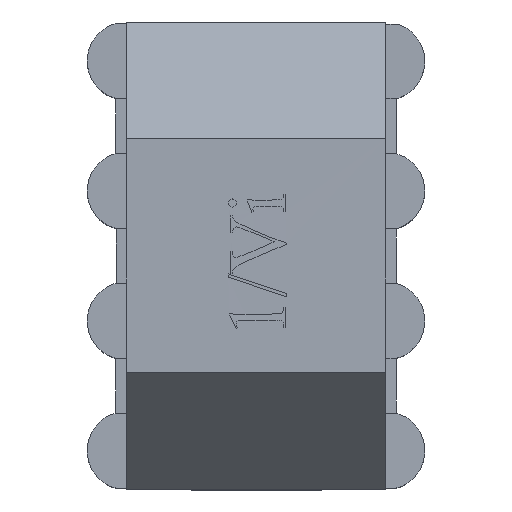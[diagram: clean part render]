
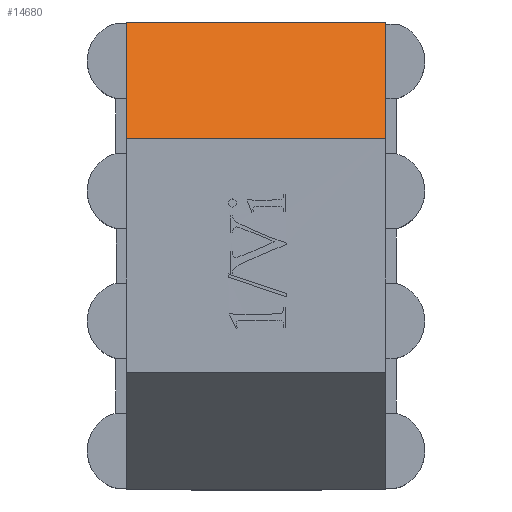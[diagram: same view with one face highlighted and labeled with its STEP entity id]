
A CAD part, top view. The second image highlights one B-rep face of the part: STEP entity #14680.
In plain terms, the highlighted planar face has unit normal (0, 0.743, 0.669).
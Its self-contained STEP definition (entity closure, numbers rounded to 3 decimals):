
#4875 = PLANE('',#4876);
#4876 = AXIS2_PLACEMENT_3D('',#4877,#4878,#4879);
#4877 = CARTESIAN_POINT('',(11.5,10.051,7.5));
#4878 = DIRECTION('',(1.,0.,0.));
#4879 = DIRECTION('',(0.,0.,1.));
#6761 = VERTEX_POINT('',#6762);
#6762 = CARTESIAN_POINT('',(11.5,18.,15.));
#6776 = PLANE('',#6777);
#6777 = AXIS2_PLACEMENT_3D('',#6778,#6779,#6780);
#6778 = CARTESIAN_POINT('',(1.5,18.,15.));
#6779 = DIRECTION('',(0.,1.,0.));
#6780 = DIRECTION('',(0.,0.,1.));
#6788 = EDGE_CURVE('',#6761,#6789,#6791,.T.);
#6789 = VERTEX_POINT('',#6790);
#6790 = CARTESIAN_POINT('',(11.5,13.5,20.));
#6791 = SURFACE_CURVE('',#6792,(#6796,#6803),.PCURVE_S1.);
#6792 = LINE('',#6793,#6794);
#6793 = CARTESIAN_POINT('',(11.5,18.,15.));
#6794 = VECTOR('',#6795,1.);
#6795 = DIRECTION('',(0.,-0.669,0.743));
#6796 = PCURVE('',#4875,#6797);
#6797 = DEFINITIONAL_REPRESENTATION('',(#6798),#6802);
#6798 = LINE('',#6799,#6800);
#6799 = CARTESIAN_POINT('',(7.5,-7.949));
#6800 = VECTOR('',#6801,1.);
#6801 = DIRECTION('',(0.743,0.669));
#6802 = ( GEOMETRIC_REPRESENTATION_CONTEXT(2) 
PARAMETRIC_REPRESENTATION_CONTEXT() REPRESENTATION_CONTEXT('2D SPACE',''
  ) );
#6803 = PCURVE('',#6804,#6809);
#6804 = PLANE('',#6805);
#6805 = AXIS2_PLACEMENT_3D('',#6806,#6807,#6808);
#6806 = CARTESIAN_POINT('',(1.5,18.,15.));
#6807 = DIRECTION('',(0.,0.743,0.669));
#6808 = DIRECTION('',(0.,-0.669,0.743));
#6809 = DEFINITIONAL_REPRESENTATION('',(#6810),#6814);
#6810 = LINE('',#6811,#6812);
#6811 = CARTESIAN_POINT('',(0.,10.));
#6812 = VECTOR('',#6813,1.);
#6813 = DIRECTION('',(1.,0.));
#6814 = ( GEOMETRIC_REPRESENTATION_CONTEXT(2) 
PARAMETRIC_REPRESENTATION_CONTEXT() REPRESENTATION_CONTEXT('2D SPACE',''
  ) );
#6832 = PLANE('',#6833);
#6833 = AXIS2_PLACEMENT_3D('',#6834,#6835,#6836);
#6834 = CARTESIAN_POINT('',(1.5,13.5,20.));
#6835 = DIRECTION('',(0.,0.,1.));
#6836 = DIRECTION('',(1.,0.,0.));
#12648 = EDGE_CURVE('',#6761,#12649,#12651,.T.);
#12649 = VERTEX_POINT('',#12650);
#12650 = CARTESIAN_POINT('',(1.5,18.,15.));
#12651 = SURFACE_CURVE('',#12652,(#12656,#12663),.PCURVE_S1.);
#12652 = LINE('',#12653,#12654);
#12653 = CARTESIAN_POINT('',(11.5,18.,15.));
#12654 = VECTOR('',#12655,1.);
#12655 = DIRECTION('',(-1.,0.,0.));
#12656 = PCURVE('',#6776,#12657);
#12657 = DEFINITIONAL_REPRESENTATION('',(#12658),#12662);
#12658 = LINE('',#12659,#12660);
#12659 = CARTESIAN_POINT('',(0.,10.));
#12660 = VECTOR('',#12661,1.);
#12661 = DIRECTION('',(0.,-1.));
#12662 = ( GEOMETRIC_REPRESENTATION_CONTEXT(2) 
PARAMETRIC_REPRESENTATION_CONTEXT() REPRESENTATION_CONTEXT('2D SPACE',''
  ) );
#12663 = PCURVE('',#6804,#12664);
#12664 = DEFINITIONAL_REPRESENTATION('',(#12665),#12669);
#12665 = LINE('',#12666,#12667);
#12666 = CARTESIAN_POINT('',(0.,10.));
#12667 = VECTOR('',#12668,1.);
#12668 = DIRECTION('',(0.,-1.));
#12669 = ( GEOMETRIC_REPRESENTATION_CONTEXT(2) 
PARAMETRIC_REPRESENTATION_CONTEXT() REPRESENTATION_CONTEXT('2D SPACE',''
  ) );
#12933 = PLANE('',#12934);
#12934 = AXIS2_PLACEMENT_3D('',#12935,#12936,#12937);
#12935 = CARTESIAN_POINT('',(1.5,0.,15.));
#12936 = DIRECTION('',(-1.,0.,0.));
#12937 = DIRECTION('',(0.,0.,-1.));
#14680 = ADVANCED_FACE('',(#14681),#6804,.T.);
#14681 = FACE_BOUND('',#14682,.T.);
#14682 = EDGE_LOOP('',(#14683,#14706,#14727,#14728));
#14683 = ORIENTED_EDGE('',*,*,#14684,.F.);
#14684 = EDGE_CURVE('',#14685,#12649,#14687,.T.);
#14685 = VERTEX_POINT('',#14686);
#14686 = CARTESIAN_POINT('',(1.5,13.5,20.));
#14687 = SURFACE_CURVE('',#14688,(#14692,#14699),.PCURVE_S1.);
#14688 = LINE('',#14689,#14690);
#14689 = CARTESIAN_POINT('',(1.5,13.5,20.));
#14690 = VECTOR('',#14691,1.);
#14691 = DIRECTION('',(0.,0.669,-0.743));
#14692 = PCURVE('',#6804,#14693);
#14693 = DEFINITIONAL_REPRESENTATION('',(#14694),#14698);
#14694 = LINE('',#14695,#14696);
#14695 = CARTESIAN_POINT('',(6.727,0.));
#14696 = VECTOR('',#14697,1.);
#14697 = DIRECTION('',(-1.,0.));
#14698 = ( GEOMETRIC_REPRESENTATION_CONTEXT(2) 
PARAMETRIC_REPRESENTATION_CONTEXT() REPRESENTATION_CONTEXT('2D SPACE',''
  ) );
#14699 = PCURVE('',#12933,#14700);
#14700 = DEFINITIONAL_REPRESENTATION('',(#14701),#14705);
#14701 = LINE('',#14702,#14703);
#14702 = CARTESIAN_POINT('',(-5.,-13.5));
#14703 = VECTOR('',#14704,1.);
#14704 = DIRECTION('',(0.743,-0.669));
#14705 = ( GEOMETRIC_REPRESENTATION_CONTEXT(2) 
PARAMETRIC_REPRESENTATION_CONTEXT() REPRESENTATION_CONTEXT('2D SPACE',''
  ) );
#14706 = ORIENTED_EDGE('',*,*,#14707,.F.);
#14707 = EDGE_CURVE('',#6789,#14685,#14708,.T.);
#14708 = SURFACE_CURVE('',#14709,(#14713,#14720),.PCURVE_S1.);
#14709 = LINE('',#14710,#14711);
#14710 = CARTESIAN_POINT('',(11.5,13.5,20.));
#14711 = VECTOR('',#14712,1.);
#14712 = DIRECTION('',(-1.,0.,0.));
#14713 = PCURVE('',#6804,#14714);
#14714 = DEFINITIONAL_REPRESENTATION('',(#14715),#14719);
#14715 = LINE('',#14716,#14717);
#14716 = CARTESIAN_POINT('',(6.727,10.));
#14717 = VECTOR('',#14718,1.);
#14718 = DIRECTION('',(0.,-1.));
#14719 = ( GEOMETRIC_REPRESENTATION_CONTEXT(2) 
PARAMETRIC_REPRESENTATION_CONTEXT() REPRESENTATION_CONTEXT('2D SPACE',''
  ) );
#14720 = PCURVE('',#6832,#14721);
#14721 = DEFINITIONAL_REPRESENTATION('',(#14722),#14726);
#14722 = LINE('',#14723,#14724);
#14723 = CARTESIAN_POINT('',(10.,0.));
#14724 = VECTOR('',#14725,1.);
#14725 = DIRECTION('',(-1.,0.));
#14726 = ( GEOMETRIC_REPRESENTATION_CONTEXT(2) 
PARAMETRIC_REPRESENTATION_CONTEXT() REPRESENTATION_CONTEXT('2D SPACE',''
  ) );
#14727 = ORIENTED_EDGE('',*,*,#6788,.F.);
#14728 = ORIENTED_EDGE('',*,*,#12648,.T.);
